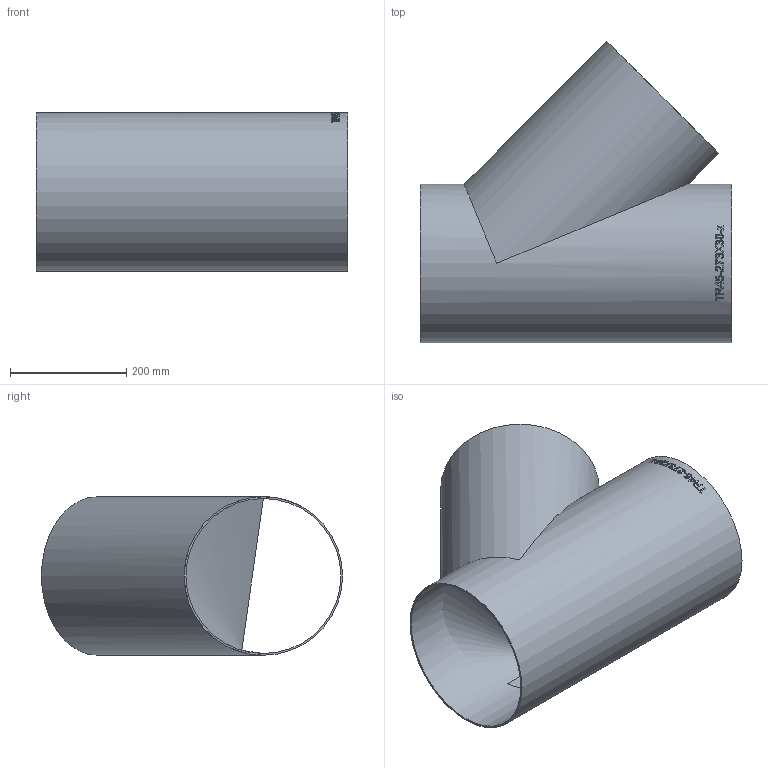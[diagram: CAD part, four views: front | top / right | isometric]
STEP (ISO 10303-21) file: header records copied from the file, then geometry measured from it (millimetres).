
FILE_DESCRIPTION (( 'STEP AP214' ), '1' );
FILE_NAME ('TR45-273X30-x T-Stück 45°geschweisst Ø273,0 L536 1911.STEP', '2019-11-13T08:24:40', ( '' ), ( '' ), 'SwSTEP 2.0', 'SolidWorks 2016', '' );
FILE_SCHEMA (( 'AUTOMOTIVE_DESIGN' ));
Length unit declared in the file: millimetre
Products named in the file (1): TR45-273X30-x T-Stück 45°geschweisst Ø273,0 L536  1911
Bounding box: 536 x 519.07 x 273 mm (x, y, z)
Volume: 1775270.6 mm3; surface area: 1190823.1 mm2
Topology: 1 solids, 1 shells, 185 faces, 507 edges, 338 vertices
Faces by surface type: bspline 105, plane 59, cylinder 21
Full cylindrical faces by diameter (mm): 267 x2, 273 x2
Entity records: 27666 total; most frequent: CARTESIAN_POINT 21998, ORIENTED_EDGE 986, EDGE_CURVE 493, DIRECTION 393, B_SPLINE_CURVE_WITH_KNOTS 332, VERTEX_POINT 332, EDGE_LOOP 209, FACE_OUTER_BOUND 188
